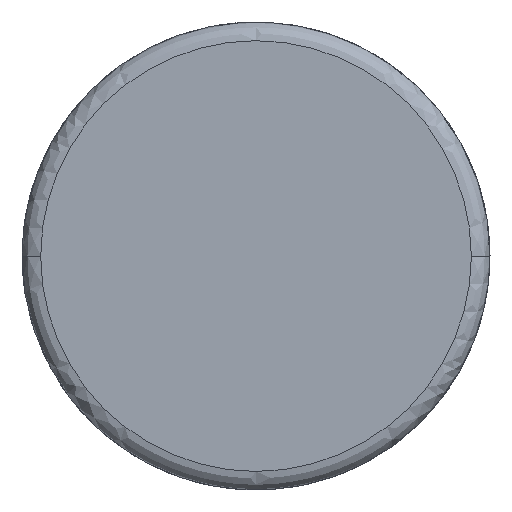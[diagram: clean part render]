
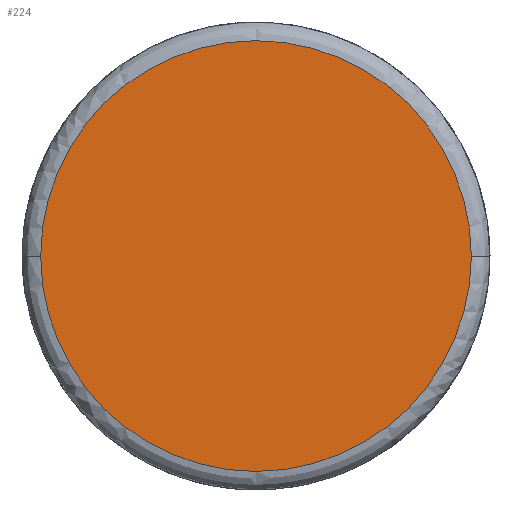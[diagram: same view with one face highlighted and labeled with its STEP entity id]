
A CAD part, left-side view. The second image highlights one B-rep face of the part: STEP entity #224.
In plain terms, the highlighted planar face has unit normal (-1, 0, 0).
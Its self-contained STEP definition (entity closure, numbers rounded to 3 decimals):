
#105=(
BOUNDED_CURVE()
B_SPLINE_CURVE(3,(#1706,#1707,#1708,#1709,#1710,#1711,#1712,#1713,#1714,
#1715,#1716,#1717,#1718),.UNSPECIFIED.,.F.,.F.)
B_SPLINE_CURVE_WITH_KNOTS((4,3,3,3,4),(0.,18.064,36.127,
54.191,72.255),.UNSPECIFIED.)
CURVE()
GEOMETRIC_REPRESENTATION_ITEM()
RATIONAL_B_SPLINE_CURVE((1.,1.,1.,1.,1.,1.,
1.,1.,1.,1.,1.,1.,1.))
REPRESENTATION_ITEM('')
);
#117=(
BOUNDED_CURVE()
B_SPLINE_CURVE(3,(#1769,#1770,#1771,#1772,#1773,#1774,#1775,#1776,#1777,
#1778,#1779,#1780,#1781),.UNSPECIFIED.,.F.,.F.)
B_SPLINE_CURVE_WITH_KNOTS((4,3,3,3,4),(72.255,90.319,
108.382,126.446,144.51),.UNSPECIFIED.)
CURVE()
GEOMETRIC_REPRESENTATION_ITEM()
RATIONAL_B_SPLINE_CURVE((1.,1.,1.,1.,1.,1.,1.,1.,1.,1.,1.,1.,1.))
REPRESENTATION_ITEM('')
);
#224=ADVANCED_FACE('',(#280),#804,.T.);
#280=FACE_OUTER_BOUND('',#338,.T.);
#338=EDGE_LOOP('',(#555,#556));
#555=ORIENTED_EDGE('',*,*,#694,.T.);
#556=ORIENTED_EDGE('',*,*,#706,.T.);
#694=EDGE_CURVE('',#785,#792,#105,.T.);
#706=EDGE_CURVE('',#792,#785,#117,.T.);
#785=VERTEX_POINT('',#1687);
#792=VERTEX_POINT('',#1694);
#804=PLANE('',#835);
#835=AXIS2_PLACEMENT_3D('',#1569,#849,$);
#849=DIRECTION('',(-1.,0.,0.));
#1569=CARTESIAN_POINT('',(-897.566,-31.245,31.25));
#1687=CARTESIAN_POINT('',(-897.566,23.005,0.));
#1694=CARTESIAN_POINT('',(-897.566,-23.008,0.));
#1706=CARTESIAN_POINT('',(-897.566,23.005,0.));
#1707=CARTESIAN_POINT('',(-897.566,23.037,-6.016));
#1708=CARTESIAN_POINT('',(-897.566,20.532,-12.023));
#1709=CARTESIAN_POINT('',(-897.566,16.277,-16.273));
#1710=CARTESIAN_POINT('',(-897.566,12.022,-20.522));
#1711=CARTESIAN_POINT('',(-897.566,6.016,-23.013));
#1712=CARTESIAN_POINT('',(-897.566,0.006,-23.014));
#1713=CARTESIAN_POINT('',(-897.566,-6.004,-23.015));
#1714=CARTESIAN_POINT('',(-897.566,-12.019,-20.524));
#1715=CARTESIAN_POINT('',(-897.566,-16.27,-16.273));
#1716=CARTESIAN_POINT('',(-897.566,-20.521,-12.023));
#1717=CARTESIAN_POINT('',(-897.566,-23.008,-6.011));
#1718=CARTESIAN_POINT('',(-897.566,-23.008,0.));
#1769=CARTESIAN_POINT('',(-897.566,-23.008,0.));
#1770=CARTESIAN_POINT('',(-897.566,-23.008,6.011));
#1771=CARTESIAN_POINT('',(-897.566,-20.521,12.023));
#1772=CARTESIAN_POINT('',(-897.566,-16.27,16.273));
#1773=CARTESIAN_POINT('',(-897.566,-12.019,20.524));
#1774=CARTESIAN_POINT('',(-897.566,-6.004,23.015));
#1775=CARTESIAN_POINT('',(-897.566,0.006,23.014));
#1776=CARTESIAN_POINT('',(-897.566,6.016,23.013));
#1777=CARTESIAN_POINT('',(-897.566,12.022,20.522));
#1778=CARTESIAN_POINT('',(-897.566,16.277,16.273));
#1779=CARTESIAN_POINT('',(-897.566,20.532,12.023));
#1780=CARTESIAN_POINT('',(-897.566,23.037,6.016));
#1781=CARTESIAN_POINT('',(-897.566,23.005,0.));
